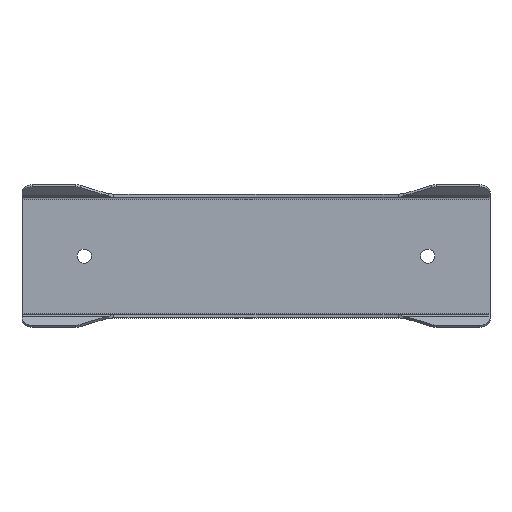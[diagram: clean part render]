
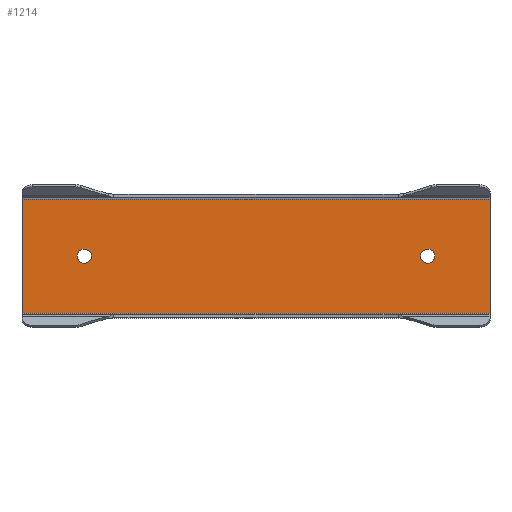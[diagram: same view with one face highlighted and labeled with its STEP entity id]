
A CAD part, top view. The second image highlights one B-rep face of the part: STEP entity #1214.
In plain terms, the highlighted planar face has unit normal (0, 0, 1).
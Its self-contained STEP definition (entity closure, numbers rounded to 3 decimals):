
#114=CIRCLE('',#1331,3.4);
#116=CIRCLE('',#1334,3.4);
#344=ORIENTED_EDGE('',*,*,#620,.F.);
#345=ORIENTED_EDGE('',*,*,#618,.F.);
#346=ORIENTED_EDGE('',*,*,#627,.F.);
#347=ORIENTED_EDGE('',*,*,#518,.T.);
#348=ORIENTED_EDGE('',*,*,#587,.F.);
#349=ORIENTED_EDGE('',*,*,#584,.T.);
#518=EDGE_CURVE('',#699,#698,#807,.T.);
#584=EDGE_CURVE('',#751,#750,#845,.T.);
#587=EDGE_CURVE('',#751,#698,#847,.T.);
#618=EDGE_CURVE('',#768,#768,#114,.T.);
#620=EDGE_CURVE('',#770,#770,#116,.T.);
#627=EDGE_CURVE('',#699,#750,#867,.T.);
#698=VERTEX_POINT('',#1811);
#699=VERTEX_POINT('',#1813);
#750=VERTEX_POINT('',#1935);
#751=VERTEX_POINT('',#1937);
#768=VERTEX_POINT('',#2055);
#770=VERTEX_POINT('',#2060);
#807=LINE('',#1812,#915);
#845=LINE('',#1936,#953);
#847=LINE('',#1942,#955);
#867=LINE('',#2075,#975);
#915=VECTOR('',#1430,1000.);
#953=VECTOR('',#1536,1000.);
#955=VECTOR('',#1544,1000.);
#975=VECTOR('',#1638,1000.);
#1040=EDGE_LOOP('',(#344));
#1041=EDGE_LOOP('',(#345));
#1042=EDGE_LOOP('',(#346,#347,#348,#349));
#1114=FACE_BOUND('',#1040,.T.);
#1115=FACE_BOUND('',#1041,.T.);
#1116=FACE_BOUND('',#1042,.T.);
#1166=PLANE('',#1345);
#1214=ADVANCED_FACE('',(#1114,#1115,#1116),#1166,.T.);
#1331=AXIS2_PLACEMENT_3D('',#2054,#1607,#1608);
#1334=AXIS2_PLACEMENT_3D('',#2059,#1613,#1614);
#1345=AXIS2_PLACEMENT_3D('',#2076,#1639,#1640);
#1430=DIRECTION('',(0.,-1.,0.));
#1536=DIRECTION('',(0.,1.,0.));
#1544=DIRECTION('',(-1.,0.,0.));
#1607=DIRECTION('',(0.,0.,1.));
#1608=DIRECTION('',(1.,0.,0.));
#1613=DIRECTION('',(0.,0.,1.));
#1614=DIRECTION('',(1.,0.,0.));
#1638=DIRECTION('',(1.,0.,0.));
#1639=DIRECTION('',(0.,0.,1.));
#1640=DIRECTION('',(1.,0.,0.));
#1811=CARTESIAN_POINT('',(-112.5,-27.5,1.5));
#1812=CARTESIAN_POINT('',(-112.5,29.75,1.5));
#1813=CARTESIAN_POINT('',(-112.5,27.5,1.5));
#1935=CARTESIAN_POINT('',(112.5,27.5,1.5));
#1936=CARTESIAN_POINT('',(112.5,-29.75,1.5));
#1937=CARTESIAN_POINT('',(112.5,-27.5,1.5));
#1942=CARTESIAN_POINT('',(112.5,-27.5,1.5));
#2054=CARTESIAN_POINT('',(82.5,0.,1.5));
#2055=CARTESIAN_POINT('',(85.9,0.,1.5));
#2059=CARTESIAN_POINT('',(-82.5,0.,1.5));
#2060=CARTESIAN_POINT('',(-79.1,0.,1.5));
#2075=CARTESIAN_POINT('',(-112.5,27.5,1.5));
#2076=CARTESIAN_POINT('',(-112.5,-29.75,1.5));
